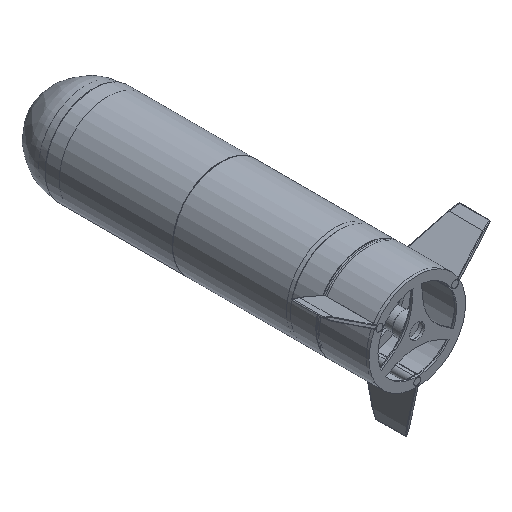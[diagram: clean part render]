
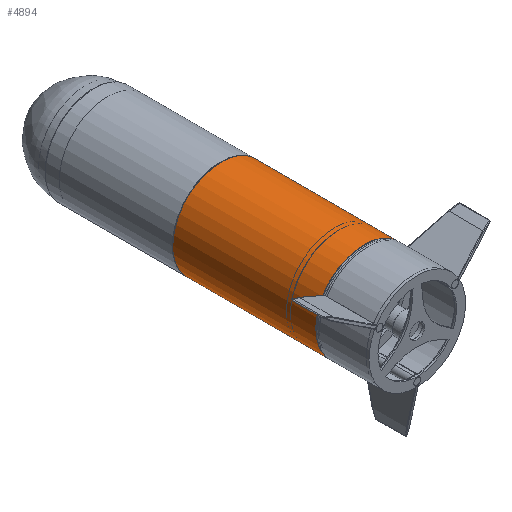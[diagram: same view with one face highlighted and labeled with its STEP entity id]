
A CAD part, isometric view. The second image highlights one B-rep face of the part: STEP entity #4894.
In plain terms, the highlighted cylindrical face has radius 45.5 mm (diameter 91 mm), a full revolution.
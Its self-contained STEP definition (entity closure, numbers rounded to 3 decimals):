
#298=FACE_BOUND('',#765,.T.);
#355=B_SPLINE_CURVE_WITH_KNOTS('',3,(#7604,#7605,#7606,#7607,#7608,#7609,
#7610,#7611,#7612,#7613,#7614,#7615),.UNSPECIFIED.,.F.,.F.,(4,2,2,2,2,4),
(-0.399,-0.379,-0.359,-0.313,
-0.231,-0.179),.UNSPECIFIED.);
#356=B_SPLINE_CURVE_WITH_KNOTS('',3,(#7622,#7623,#7624,#7625,#7626,#7627,
#7628,#7629,#7630,#7631,#7632,#7633),.UNSPECIFIED.,.F.,.F.,(4,2,2,2,2,4),
(-0.19,-0.151,-0.085,-0.045,
-0.02,0.),.UNSPECIFIED.);
#459=FACE_OUTER_BOUND('',#764,.T.);
#764=EDGE_LOOP('',(#3271,#3272,#3273,#3274));
#765=EDGE_LOOP('',(#3275,#3276,#3277,#3278,#3279,#3280));
#1123=LINE('',#7598,#1411);
#1124=LINE('',#7617,#1412);
#1125=LINE('',#7621,#1413);
#1411=VECTOR('',#5958,45.5);
#1412=VECTOR('',#5963,10.);
#1413=VECTOR('',#5966,10.);
#1704=CIRCLE('',#5271,45.5);
#1705=CIRCLE('',#5272,45.5);
#1706=CIRCLE('',#5273,45.5);
#1707=CIRCLE('',#5274,45.5);
#2043=VERTEX_POINT('',#7595);
#2044=VERTEX_POINT('',#7597);
#2045=VERTEX_POINT('',#7600);
#2046=VERTEX_POINT('',#7601);
#2047=VERTEX_POINT('',#7603);
#2048=VERTEX_POINT('',#7616);
#2049=VERTEX_POINT('',#7618);
#2050=VERTEX_POINT('',#7620);
#2505=EDGE_CURVE('',#2043,#2043,#1704,.T.);
#2506=EDGE_CURVE('',#2043,#2044,#1123,.T.);
#2507=EDGE_CURVE('',#2044,#2044,#1705,.T.);
#2508=EDGE_CURVE('',#2045,#2046,#1706,.T.);
#2509=EDGE_CURVE('',#2047,#2045,#355,.T.);
#2510=EDGE_CURVE('',#2048,#2047,#1124,.T.);
#2511=EDGE_CURVE('',#2049,#2048,#1707,.T.);
#2512=EDGE_CURVE('',#2050,#2049,#1125,.T.);
#2513=EDGE_CURVE('',#2046,#2050,#356,.T.);
#3271=ORIENTED_EDGE('',*,*,#2505,.F.);
#3272=ORIENTED_EDGE('',*,*,#2506,.T.);
#3273=ORIENTED_EDGE('',*,*,#2507,.F.);
#3274=ORIENTED_EDGE('',*,*,#2506,.F.);
#3275=ORIENTED_EDGE('',*,*,#2508,.F.);
#3276=ORIENTED_EDGE('',*,*,#2509,.F.);
#3277=ORIENTED_EDGE('',*,*,#2510,.F.);
#3278=ORIENTED_EDGE('',*,*,#2511,.F.);
#3279=ORIENTED_EDGE('',*,*,#2512,.F.);
#3280=ORIENTED_EDGE('',*,*,#2513,.F.);
#4786=CYLINDRICAL_SURFACE('',#5270,45.5);
#4894=ADVANCED_FACE('',(#459,#298),#4786,.T.);
#5270=AXIS2_PLACEMENT_3D('',#7594,#5954,#5955);
#5271=AXIS2_PLACEMENT_3D('',#7596,#5956,#5957);
#5272=AXIS2_PLACEMENT_3D('',#7599,#5959,#5960);
#5273=AXIS2_PLACEMENT_3D('',#7602,#5961,#5962);
#5274=AXIS2_PLACEMENT_3D('',#7619,#5964,#5965);
#5954=DIRECTION('center_axis',(0.,1.,0.));
#5955=DIRECTION('ref_axis',(0.771,0.,-0.637));
#5956=DIRECTION('center_axis',(0.,1.,0.));
#5957=DIRECTION('ref_axis',(0.771,0.,-0.637));
#5958=DIRECTION('',(0.,-1.,0.));
#5959=DIRECTION('center_axis',(0.,-1.,0.));
#5960=DIRECTION('ref_axis',(0.771,0.,-0.637));
#5961=DIRECTION('center_axis',(0.,-1.,0.));
#5962=DIRECTION('ref_axis',(0.771,0.,-0.637));
#5963=DIRECTION('',(0.,1.,0.));
#5964=DIRECTION('center_axis',(0.,1.,0.));
#5965=DIRECTION('ref_axis',(0.771,0.,-0.637));
#5966=DIRECTION('',(0.,-1.,0.));
#7594=CARTESIAN_POINT('Origin',(0.,-2.5,0.));
#7595=CARTESIAN_POINT('',(-35.082,25.614,28.974));
#7596=CARTESIAN_POINT('Origin',(0.,25.614,0.));
#7597=CARTESIAN_POINT('',(-35.082,-109.343,28.974));
#7598=CARTESIAN_POINT('',(-35.082,-2.5,28.974));
#7599=CARTESIAN_POINT('Origin',(0.,-109.343,0.));
#7600=CARTESIAN_POINT('',(37.19,1.25,-26.214));
#7601=CARTESIAN_POINT('',(41.297,1.25,-19.1));
#7602=CARTESIAN_POINT('Origin',(0.,1.25,0.));
#7603=CARTESIAN_POINT('',(36.253,0.25,-27.495));
#7604=CARTESIAN_POINT('Ctrl Pts',(36.253,0.25,-27.495));
#7605=CARTESIAN_POINT('Ctrl Pts',(36.253,0.305,-27.495));
#7606=CARTESIAN_POINT('Ctrl Pts',(36.258,0.358,-27.488));
#7607=CARTESIAN_POINT('Ctrl Pts',(36.279,0.466,-27.46));
#7608=CARTESIAN_POINT('Ctrl Pts',(36.295,0.518,-27.439));
#7609=CARTESIAN_POINT('Ctrl Pts',(36.356,0.675,-27.359));
#7610=CARTESIAN_POINT('Ctrl Pts',(36.415,0.769,-27.281));
#7611=CARTESIAN_POINT('Ctrl Pts',(36.586,0.988,-27.051));
#7612=CARTESIAN_POINT('Ctrl Pts',(36.73,1.108,-26.855));
#7613=CARTESIAN_POINT('Ctrl Pts',(36.986,1.225,-26.501));
#7614=CARTESIAN_POINT('Ctrl Pts',(37.089,1.25,-26.357));
#7615=CARTESIAN_POINT('Ctrl Pts',(37.19,1.25,-26.214));
#7616=CARTESIAN_POINT('',(36.253,-2.5,-27.495));
#7617=CARTESIAN_POINT('',(36.253,-2.5,-27.495));
#7618=CARTESIAN_POINT('',(41.938,-2.5,-17.648));
#7619=CARTESIAN_POINT('Origin',(0.,-2.5,0.));
#7620=CARTESIAN_POINT('',(41.938,0.25,-17.648));
#7621=CARTESIAN_POINT('',(41.938,-2.5,-17.648));
#7622=CARTESIAN_POINT('Ctrl Pts',(41.297,1.25,-19.1));
#7623=CARTESIAN_POINT('Ctrl Pts',(41.361,1.25,-18.961));
#7624=CARTESIAN_POINT('Ctrl Pts',(41.426,1.231,-18.82));
#7625=CARTESIAN_POINT('Ctrl Pts',(41.588,1.138,-18.46));
#7626=CARTESIAN_POINT('Ctrl Pts',(41.679,1.039,-18.253));
#7627=CARTESIAN_POINT('Ctrl Pts',(41.797,0.846,-17.98));
#7628=CARTESIAN_POINT('Ctrl Pts',(41.84,0.756,-17.879));
#7629=CARTESIAN_POINT('Ctrl Pts',(41.895,0.589,-17.751));
#7630=CARTESIAN_POINT('Ctrl Pts',(41.912,0.518,-17.709));
#7631=CARTESIAN_POINT('Ctrl Pts',(41.933,0.38,-17.66));
#7632=CARTESIAN_POINT('Ctrl Pts',(41.938,0.316,-17.648));
#7633=CARTESIAN_POINT('Ctrl Pts',(41.938,0.25,-17.648));
